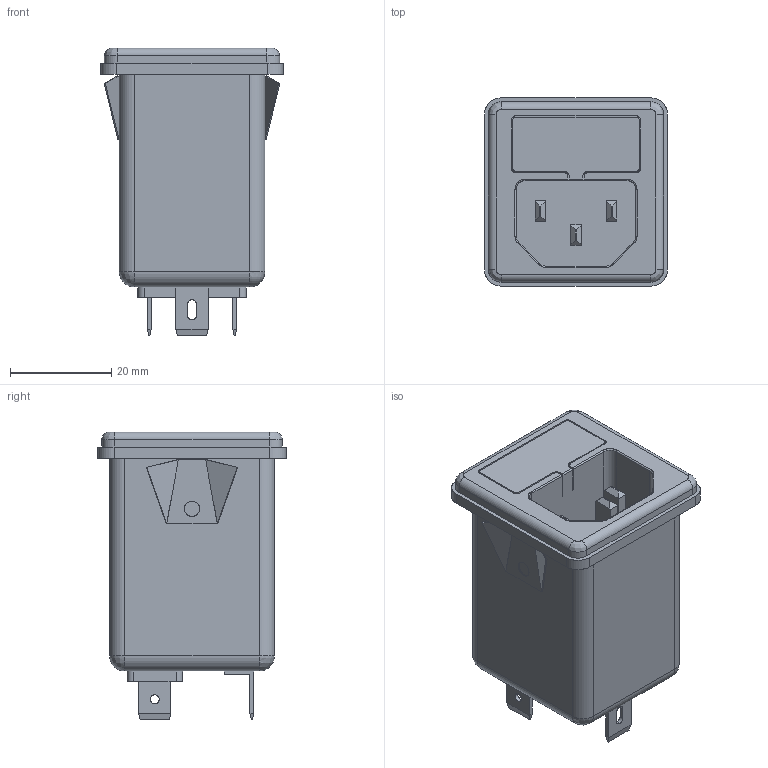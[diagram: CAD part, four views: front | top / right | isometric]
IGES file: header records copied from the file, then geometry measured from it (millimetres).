
Start section: SolidWorks IGES file using analytic representation for surfaces
Global section: file name: 6EGS1-1.IGS; native system: SolidWorks 2008; preprocessor: SolidWorks 2008; author: nhoefs; date: 080422.112118; units: inch
Bounding box: 36.07 x 37.08 x 56.77 mm (x, y, z)
Surface area: 11511.6 mm2 (no closed solid volume)
Topology: 0 solids, 0 shells, 250 faces, 2000 edges, 1996 vertices
Faces by surface type: bspline 173, revolution 77
